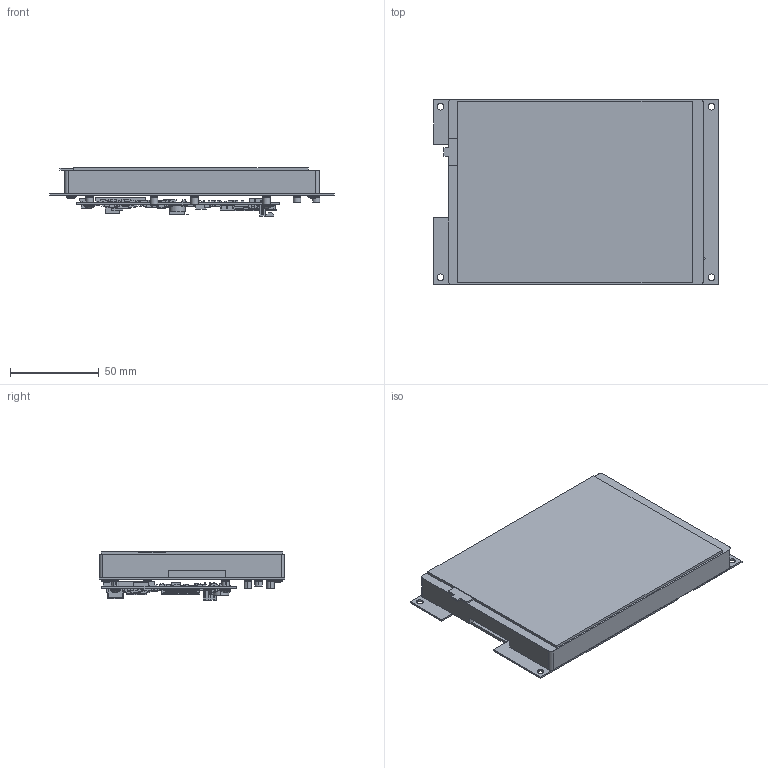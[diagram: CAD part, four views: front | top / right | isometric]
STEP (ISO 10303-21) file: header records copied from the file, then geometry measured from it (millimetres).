
FILE_DESCRIPTION (( 'STEP AP214' ), '1' );
FILE_NAME ('STEP-51-0325-001_SLCD5E-EVER-5p7-RES_rA1.STEP', '2016-08-25T21:19:16', ( '' ), ( '' ), 'SwSTEP 2.0', 'SolidWorks 2016', '' );
FILE_SCHEMA (( 'AUTOMOTIVE_DESIGN' ));
Length unit declared in the file: inch
Products named in the file (10): 90272A105_90272A105; 42-0325-001-101-401_SLCD5E_E5; Touch-EVER-5p7-VGG6448A4-6UFLWA; LCD-EVER-5p7-VGG6448A4-6UFLWA; Bracket 22-0051-02 Assy; PEM TSO-256-187; PEM TSO-440-250; PEM TSO-440-187; Bracket 22-0051-02; STEP-51-0325-001_SLCD5E-EVER-5p7-RES_rA1
Assembly tree (22 placements, depth 3):
  STEP-51-0325-001_SLCD5E-EVER-5p7-RES_rA1
    Bracket 22-0051-02 Assy
      Bracket 22-0051-02
      PEM TSO-440-187  x4
      PEM TSO-440-250  x3
      PEM TSO-256-187  x2
    LCD-EVER-5p7-VGG6448A4-6UFLWA
    Touch-EVER-5p7-VGG6448A4-6UFLWA
    42-0325-001-101-401_SLCD5E_E5
    90272A105_90272A105  x8
Bounding box: 160.66 x 104.6 x 27.15 mm (x, y, z)
Volume: 247484.8 mm3; surface area: 130175.5 mm2
Topology: 522 solids, 522 shells, 6667 faces, 16245 edges, 10750 vertices
Faces by surface type: plane 5765, cylinder 698, cone 132, torus 32, bspline 24, sphere 16
Entity records: 253029 total; most frequent: CARTESIAN_POINT 32282, ORIENTED_EDGE 28594, DIRECTION 26807, EDGE_CURVE 14297, VECTOR 13507, LINE 13507, VERTEX_POINT 9471, AXIS2_PLACEMENT_3D 6650
